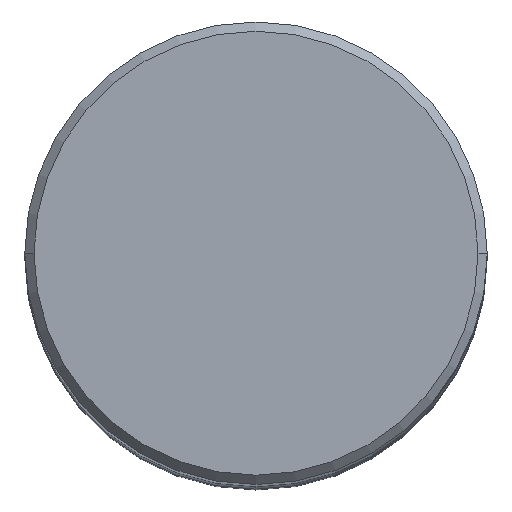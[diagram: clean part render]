
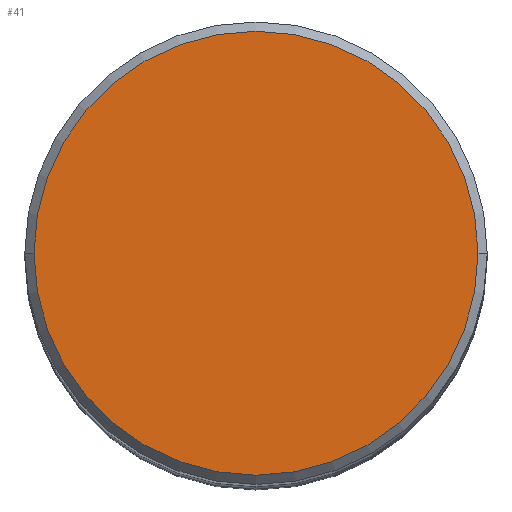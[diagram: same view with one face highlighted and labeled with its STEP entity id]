
A CAD part, top view. The second image highlights one B-rep face of the part: STEP entity #41.
In plain terms, the highlighted planar face has unit normal (0, 0, 1).
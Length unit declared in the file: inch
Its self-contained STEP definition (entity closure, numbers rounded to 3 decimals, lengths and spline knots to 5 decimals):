
#28 = DIRECTION ( 'NONE',  ( -1., 0., 0. ) ) ;
#41 = ADVANCED_FACE ( 'NONE', ( #485 ), #75, .F. ) ;
#56 = AXIS2_PLACEMENT_3D ( 'NONE', #508, #136, #256 ) ;
#70 = CIRCLE ( 'NONE', #240, 0.48 ) ;
#75 = PLANE ( 'NONE',  #548 ) ;
#90 = VERTEX_POINT ( 'NONE', #121 ) ;
#121 = CARTESIAN_POINT ( 'NONE',  ( -0.48, 0., 0. ) ) ;
#136 = DIRECTION ( 'NONE',  ( 0., 0., 1. ) ) ;
#215 = EDGE_CURVE ( 'NONE', #90, #347, #325, .T. ) ;
#226 = DIRECTION ( 'NONE',  ( 0., 0., -1. ) ) ;
#229 = DIRECTION ( 'NONE',  ( 1., 0., 0. ) ) ;
#240 = AXIS2_PLACEMENT_3D ( 'NONE', #406, #315, #229 ) ;
#256 = DIRECTION ( 'NONE',  ( 1., 0., 0. ) ) ;
#284 = CARTESIAN_POINT ( 'NONE',  ( 0., 0.48, 0. ) ) ;
#288 = ORIENTED_EDGE ( 'NONE', *, *, #215, .T. ) ;
#315 = DIRECTION ( 'NONE',  ( 0., 0., 1. ) ) ;
#320 = CARTESIAN_POINT ( 'NONE',  ( 0.48, 0., 0. ) ) ;
#325 = CIRCLE ( 'NONE', #56, 0.48 ) ;
#336 = EDGE_CURVE ( 'NONE', #347, #90, #70, .T. ) ;
#347 = VERTEX_POINT ( 'NONE', #320 ) ;
#354 = ORIENTED_EDGE ( 'NONE', *, *, #336, .T. ) ;
#359 = EDGE_LOOP ( 'NONE', ( #288, #354 ) ) ;
#406 = CARTESIAN_POINT ( 'NONE',  ( 0., 0., 0. ) ) ;
#485 = FACE_OUTER_BOUND ( 'NONE', #359, .T. ) ;
#508 = CARTESIAN_POINT ( 'NONE',  ( 0., 0., 0. ) ) ;
#548 = AXIS2_PLACEMENT_3D ( 'NONE', #284, #226, #28 ) ;
